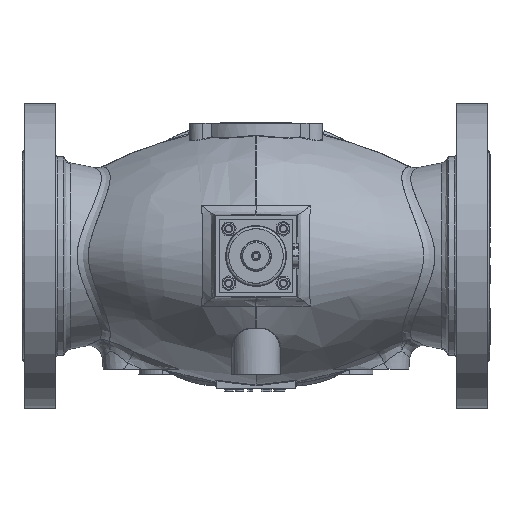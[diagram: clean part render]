
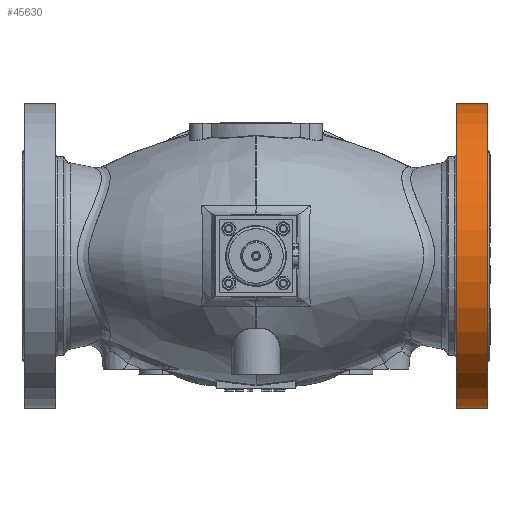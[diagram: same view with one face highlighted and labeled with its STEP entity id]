
A CAD part, front view. The second image highlights one B-rep face of the part: STEP entity #45630.
In plain terms, the highlighted cylindrical face has radius 114.5 mm (diameter 229 mm), a partial arc.
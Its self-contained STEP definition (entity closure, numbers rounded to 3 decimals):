
#7237 = EDGE_CURVE ( 'NONE', #167471, #17366, #76396, .T. ) ;
#7386 = DIRECTION ( 'NONE',  ( 1., 0., 0. ) ) ;
#9056 = DIRECTION ( 'NONE',  ( 1., 0., 0. ) ) ;
#11391 = CARTESIAN_POINT ( 'NONE',  ( 140.5, 0., -114.5 ) ) ;
#17366 = VERTEX_POINT ( 'NONE', #97476 ) ;
#20751 = CIRCLE ( 'NONE', #82345, 114.5 ) ;
#32401 = VECTOR ( 'NONE', #9056, 1000. ) ;
#33196 = ORIENTED_EDGE ( 'NONE', *, *, #61714, .T. ) ;
#36921 = CARTESIAN_POINT ( 'NONE',  ( 174.4, 0., 114.5 ) ) ;
#38198 = ORIENTED_EDGE ( 'NONE', *, *, #105875, .T. ) ;
#45630 = ADVANCED_FACE ( 'NONE', ( #147191 ), #103312, .T. ) ;
#46595 = CARTESIAN_POINT ( 'NONE',  ( 151., 0., -114.5 ) ) ;
#46814 = CARTESIAN_POINT ( 'NONE',  ( 140.5, 0., 114.5 ) ) ;
#47445 = EDGE_LOOP ( 'NONE', ( #162217, #38198, #33196, #111164 ) ) ;
#51612 = CARTESIAN_POINT ( 'NONE',  ( 174.4, 0., 0. ) ) ;
#60285 = DIRECTION ( 'NONE',  ( -1., 0., 0. ) ) ;
#61714 = EDGE_CURVE ( 'NONE', #106618, #62776, #142418, .T. ) ;
#62776 = VERTEX_POINT ( 'NONE', #71576 ) ;
#65028 = DIRECTION ( 'NONE',  ( 0., 0., -1. ) ) ;
#69460 = AXIS2_PLACEMENT_3D ( 'NONE', #114774, #117118, #114895 ) ;
#71576 = CARTESIAN_POINT ( 'NONE',  ( 151., 0., 114.5 ) ) ;
#76396 = LINE ( 'NONE', #11391, #32401 ) ;
#79914 = VECTOR ( 'NONE', #60285, 1000. ) ;
#82345 = AXIS2_PLACEMENT_3D ( 'NONE', #51612, #144952, #65028 ) ;
#87365 = CARTESIAN_POINT ( 'NONE',  ( 151., 0., 0. ) ) ;
#97476 = CARTESIAN_POINT ( 'NONE',  ( 174.4, 0., -114.5 ) ) ;
#100760 = DIRECTION ( 'NONE',  ( 0., 0., -1. ) ) ;
#103312 = CYLINDRICAL_SURFACE ( 'NONE', #69460, 114.5 ) ;
#105875 = EDGE_CURVE ( 'NONE', #17366, #106618, #20751, .T. ) ;
#106618 = VERTEX_POINT ( 'NONE', #36921 ) ;
#111164 = ORIENTED_EDGE ( 'NONE', *, *, #121077, .T. ) ;
#114422 = CIRCLE ( 'NONE', #119201, 114.5 ) ;
#114774 = CARTESIAN_POINT ( 'NONE',  ( 140.5, 0., 0. ) ) ;
#114895 = DIRECTION ( 'NONE',  ( 0., 0., -1. ) ) ;
#117118 = DIRECTION ( 'NONE',  ( 1., 0., 0. ) ) ;
#119201 = AXIS2_PLACEMENT_3D ( 'NONE', #87365, #7386, #100760 ) ;
#121077 = EDGE_CURVE ( 'NONE', #62776, #167471, #114422, .T. ) ;
#142418 = LINE ( 'NONE', #46814, #79914 ) ;
#144952 = DIRECTION ( 'NONE',  ( -1., 0., 0. ) ) ;
#147191 = FACE_OUTER_BOUND ( 'NONE', #47445, .T. ) ;
#162217 = ORIENTED_EDGE ( 'NONE', *, *, #7237, .T. ) ;
#167471 = VERTEX_POINT ( 'NONE', #46595 ) ;
